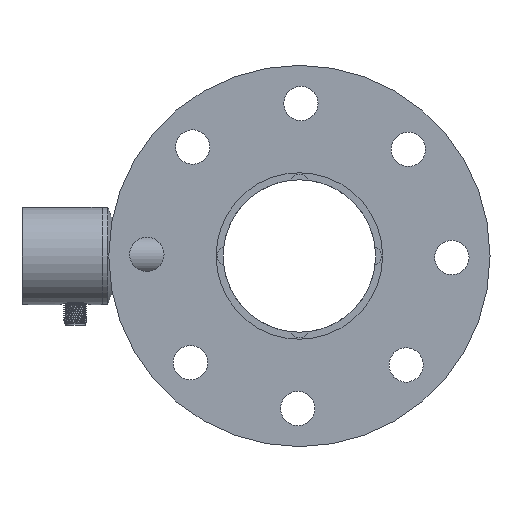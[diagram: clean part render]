
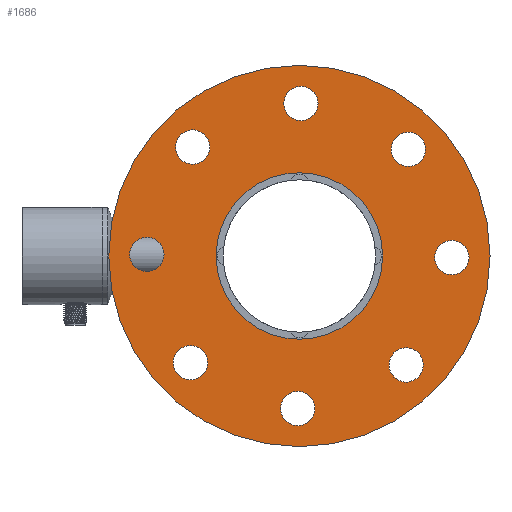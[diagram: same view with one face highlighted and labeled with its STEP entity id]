
A CAD part, front view. The second image highlights one B-rep face of the part: STEP entity #1686.
In plain terms, the highlighted planar face has unit normal (0, -1, 0).
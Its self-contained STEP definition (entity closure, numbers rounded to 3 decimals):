
#408=FACE_BOUND('',#3129,.T.);
#409=FACE_BOUND('',#3130,.T.);
#410=FACE_BOUND('',#3131,.T.);
#411=FACE_BOUND('',#3132,.T.);
#412=FACE_BOUND('',#3133,.T.);
#413=FACE_BOUND('',#3134,.T.);
#414=FACE_BOUND('',#3135,.T.);
#415=FACE_BOUND('',#3136,.T.);
#416=FACE_BOUND('',#3137,.T.);
#417=FACE_BOUND('',#3138,.T.);
#933=PLANE('',#12670);
#1686=ADVANCED_FACE('',(#408,#409,#410,#411,#412,#413,#414,#415,#416,#417),
#933,.T.);
#3129=EDGE_LOOP('',(#8773));
#3130=EDGE_LOOP('',(#8774));
#3131=EDGE_LOOP('',(#8775));
#3132=EDGE_LOOP('',(#8776));
#3133=EDGE_LOOP('',(#8777));
#3134=EDGE_LOOP('',(#8778));
#3135=EDGE_LOOP('',(#8779));
#3136=EDGE_LOOP('',(#8780));
#3137=EDGE_LOOP('',(#8781));
#3138=EDGE_LOOP('',(#8782));
#8773=ORIENTED_EDGE('',*,*,#11511,.F.);
#8774=ORIENTED_EDGE('',*,*,#11515,.F.);
#8775=ORIENTED_EDGE('',*,*,#11519,.F.);
#8776=ORIENTED_EDGE('',*,*,#11523,.F.);
#8777=ORIENTED_EDGE('',*,*,#11527,.F.);
#8778=ORIENTED_EDGE('',*,*,#11531,.F.);
#8779=ORIENTED_EDGE('',*,*,#11535,.F.);
#8780=ORIENTED_EDGE('',*,*,#11604,.F.);
#8781=ORIENTED_EDGE('',*,*,#11605,.F.);
#8782=ORIENTED_EDGE('',*,*,#11606,.T.);
#9935=VERTEX_POINT('',#23492);
#9939=VERTEX_POINT('',#23502);
#9943=VERTEX_POINT('',#23512);
#9947=VERTEX_POINT('',#23522);
#9951=VERTEX_POINT('',#23532);
#9955=VERTEX_POINT('',#23542);
#9959=VERTEX_POINT('',#23552);
#10018=VERTEX_POINT('',#23725);
#10019=VERTEX_POINT('',#23727);
#10020=VERTEX_POINT('',#23729);
#11511=EDGE_CURVE('',#9935,#9935,#11776,.T.);
#11515=EDGE_CURVE('',#9939,#9939,#11780,.T.);
#11519=EDGE_CURVE('',#9943,#9943,#11784,.T.);
#11523=EDGE_CURVE('',#9947,#9947,#11788,.T.);
#11527=EDGE_CURVE('',#9951,#9951,#11792,.T.);
#11531=EDGE_CURVE('',#9955,#9955,#11796,.T.);
#11535=EDGE_CURVE('',#9959,#9959,#11800,.T.);
#11604=EDGE_CURVE('',#10018,#10018,#11848,.T.);
#11605=EDGE_CURVE('',#10019,#10019,#11849,.T.);
#11606=EDGE_CURVE('',#10020,#10020,#11850,.T.);
#11776=CIRCLE('',#12561,9.);
#11780=CIRCLE('',#12567,9.);
#11784=CIRCLE('',#12573,9.);
#11788=CIRCLE('',#12579,9.);
#11792=CIRCLE('',#12585,9.);
#11796=CIRCLE('',#12591,9.);
#11800=CIRCLE('',#12597,9.);
#11848=CIRCLE('',#12667,9.);
#11849=CIRCLE('',#12668,43.673);
#11850=CIRCLE('',#12669,100.);
#12561=AXIS2_PLACEMENT_3D('',#23491,#15334,#15335);
#12567=AXIS2_PLACEMENT_3D('',#23501,#15346,#15347);
#12573=AXIS2_PLACEMENT_3D('',#23511,#15358,#15359);
#12579=AXIS2_PLACEMENT_3D('',#23521,#15370,#15371);
#12585=AXIS2_PLACEMENT_3D('',#23531,#15382,#15383);
#12591=AXIS2_PLACEMENT_3D('',#23541,#15394,#15395);
#12597=AXIS2_PLACEMENT_3D('',#23551,#15406,#15407);
#12667=AXIS2_PLACEMENT_3D('',#23724,#15564,#15565);
#12668=AXIS2_PLACEMENT_3D('',#23726,#15566,#15567);
#12669=AXIS2_PLACEMENT_3D('',#23728,#15568,#15569);
#12670=AXIS2_PLACEMENT_3D('',#23730,#15570,#15571);
#15334=DIRECTION('',(0.,-1.,0.));
#15335=DIRECTION('',(0.707,0.,0.707));
#15346=DIRECTION('',(0.,-1.,0.));
#15347=DIRECTION('',(0.,0.,1.));
#15358=DIRECTION('',(0.,-1.,0.));
#15359=DIRECTION('',(-0.707,0.,0.707));
#15370=DIRECTION('',(0.,-1.,0.));
#15371=DIRECTION('',(-1.,0.,0.));
#15382=DIRECTION('',(0.,-1.,0.));
#15383=DIRECTION('',(-0.707,0.,-0.707));
#15394=DIRECTION('',(0.,-1.,0.));
#15395=DIRECTION('',(0.,0.,-1.));
#15406=DIRECTION('',(0.,-1.,0.));
#15407=DIRECTION('',(0.707,0.,-0.707));
#15564=DIRECTION('',(0.,-1.,0.));
#15565=DIRECTION('',(1.,0.,0.));
#15566=DIRECTION('',(0.,-1.,0.));
#15567=DIRECTION('',(1.,0.,0.));
#15568=DIRECTION('',(0.,-1.,0.));
#15569=DIRECTION('',(1.,0.,0.));
#15570=DIRECTION('',(0.,-1.,0.));
#15571=DIRECTION('',(-1.,0.,0.));
#23491=CARTESIAN_POINT('',(57.134,-193.6,55.997));
#23492=CARTESIAN_POINT('',(63.498,-193.6,62.361));
#23501=CARTESIAN_POINT('',(0.804,-193.6,79.996));
#23502=CARTESIAN_POINT('',(0.804,-193.6,88.996));
#23511=CARTESIAN_POINT('',(-55.997,-193.6,57.134));
#23512=CARTESIAN_POINT('',(-62.361,-193.6,63.498));
#23521=CARTESIAN_POINT('',(-79.996,-193.6,0.804));
#23522=CARTESIAN_POINT('',(-88.996,-193.6,0.804));
#23531=CARTESIAN_POINT('',(-57.134,-193.6,-55.997));
#23532=CARTESIAN_POINT('',(-63.498,-193.6,-62.361));
#23541=CARTESIAN_POINT('',(-0.804,-193.6,-79.996));
#23542=CARTESIAN_POINT('',(-0.804,-193.6,-88.996));
#23551=CARTESIAN_POINT('',(55.997,-193.6,-57.134));
#23552=CARTESIAN_POINT('',(62.361,-193.6,-63.498));
#23724=CARTESIAN_POINT('',(79.996,-193.6,-0.804));
#23725=CARTESIAN_POINT('',(88.996,-193.6,-0.804));
#23726=CARTESIAN_POINT('',(0.,-193.6,0.));
#23727=CARTESIAN_POINT('',(43.673,-193.6,0.));
#23728=CARTESIAN_POINT('',(0.,-193.6,0.));
#23729=CARTESIAN_POINT('',(100.,-193.6,0.));
#23730=CARTESIAN_POINT('',(46.65,-193.6,0.));
